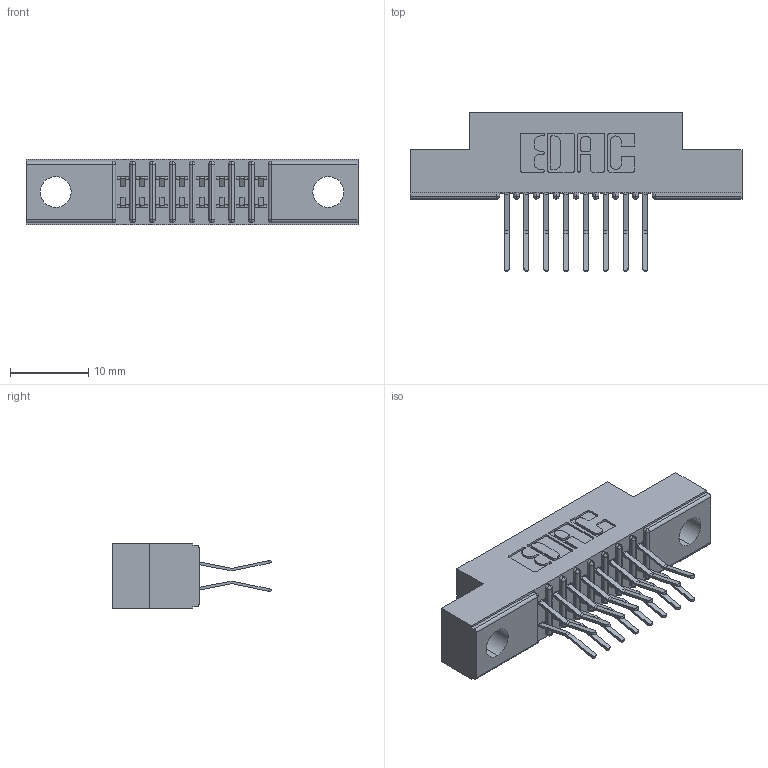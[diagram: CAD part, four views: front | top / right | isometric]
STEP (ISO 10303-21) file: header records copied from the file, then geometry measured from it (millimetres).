
FILE_DESCRIPTION (( 'STEP AP203' ), '1' );
FILE_NAME ('391-016-560-204.STEP', '2018-08-08T17:54:49', ( '' ), ( '' ), 'SwSTEP 2.0', 'SolidWorks 2016', '' );
FILE_SCHEMA (( 'CONFIG_CONTROL_DESIGN' ));
Length unit declared in the file: inch
Products named in the file (3): 341 Part_.156 (3.96) Dia Mounting Holes; 341-292-001_341-292-160; 391-016-560-204
Assembly tree (17 placements, depth 2):
  391-016-560-204
    341 Part_.156 (3.96) Dia Mounting Holes
    341-292-001_341-292-160  x16
Bounding box: 42.55 x 20.37 x 8.38 mm (x, y, z)
Volume: 2370.3 mm3; surface area: 4107.3 mm2
Topology: 17 solids, 17 shells, 1250 faces, 3608 edges, 2342 vertices
Faces by surface type: plane 722, cylinder 496, sphere 18, torus 14
Entity records: 14769 total; most frequent: CARTESIAN_POINT 2462, ORIENTED_EDGE 2440, DIRECTION 2410, EDGE_CURVE 1220, LINE 950, VECTOR 950, VERTEX_POINT 782, AXIS2_PLACEMENT_3D 730
